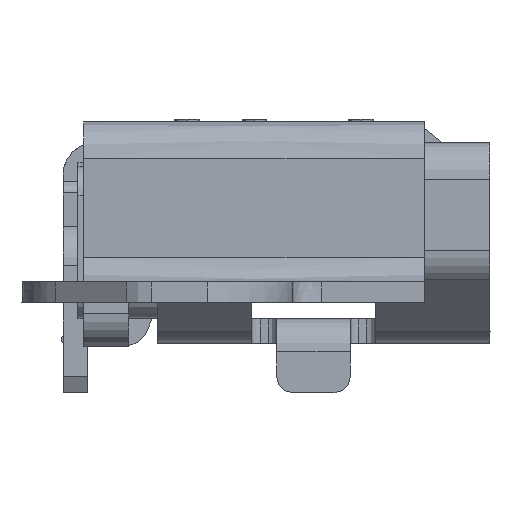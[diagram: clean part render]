
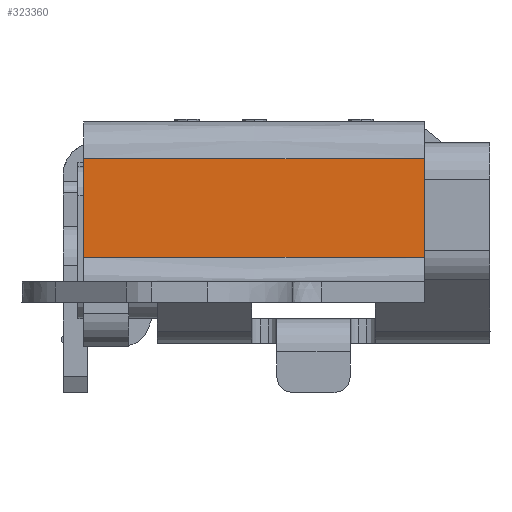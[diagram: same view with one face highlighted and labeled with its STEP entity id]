
A CAD part, left-side view. The second image highlights one B-rep face of the part: STEP entity #323360.
In plain terms, the highlighted planar face has unit normal (-1, 0, 0).
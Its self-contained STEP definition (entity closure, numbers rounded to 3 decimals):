
#321180=CARTESIAN_POINT('',(-4.05,-144.4,0.55))
;
#321190=VERTEX_POINT('',#321180);
#321220=CARTESIAN_POINT('',(-4.05,-144.4,15.495));
#321230=CARTESIAN_POINT('',(-4.05,-144.4,-13.295))
;
#321240=B_SPLINE_CURVE_WITH_KNOTS('',1,(#321220,#321230),.UNSPECIFIED.,
.F.,.F.,(2,2),(-14.395,14.395),.UNSPECIFIED.);
#321250=CARTESIAN_POINT('',(-4.05,-144.4,1.75));
#321260=VERTEX_POINT('',#321250);
#321270=EDGE_CURVE('',#321260,#321190,#321240,.T.);
#322930=CARTESIAN_POINT('',(-4.05,-142.508,
0.888));
#322940=DIRECTION('',(1.,0.,0.));
#322950=DIRECTION('',(0.,1.,0.));
#322960=AXIS2_PLACEMENT_3D('',#322930,#322940,#322950);
#322970=PLANE('',#322960);
#322980=CARTESIAN_POINT('',(-4.05,-135.579,
1.75));
#322990=CARTESIAN_POINT('',(-4.05,-136.986,
1.75));
#323000=CARTESIAN_POINT('',(-4.05,-138.393,
1.75));
#323010=CARTESIAN_POINT('',(-4.05,-140.642,
1.75));
#323020=CARTESIAN_POINT('',(-4.05,-141.483,
1.75));
#323030=CARTESIAN_POINT('',(-4.05,-143.167,
1.75));
#323040=CARTESIAN_POINT('',(-4.05,-144.008,
1.75));
#323050=CARTESIAN_POINT('',(-4.05,-146.257,
1.75));
#323060=CARTESIAN_POINT('',(-4.05,-147.664,
1.75));
#323070=CARTESIAN_POINT('',(-4.05,-149.071,
1.75));
#323080=(BOUNDED_CURVE() B_SPLINE_CURVE(3,(#322980,#322990,#323000,
#323010,#323020,#323030,#323040,#323050,#323060,#323070),.UNSPECIFIED.,
.F.,.F.) B_SPLINE_CURVE_WITH_KNOTS((4,2,2,2,4),(4.858,
9.078,11.603,14.128,18.349),
.UNSPECIFIED.) CURVE() GEOMETRIC_REPRESENTATION_ITEM() 
RATIONAL_B_SPLINE_CURVE((1.,1.,1.,1.,1.,1.,1.,1.,1.,1.)) 
REPRESENTATION_ITEM(''));
#323090=CARTESIAN_POINT('',(-4.05,-140.25,1.75))
;
#323100=VERTEX_POINT('',#323090);
#323110=EDGE_CURVE('',#323100,#321260,#323080,.T.);
#323120=ORIENTED_EDGE('',*,*,#323110,.F.);
#323130=ORIENTED_EDGE('',*,*,#321270,.F.);
#323140=CARTESIAN_POINT('',(-4.05,-135.747,
0.55));
#323150=CARTESIAN_POINT('',(-4.05,-137.148,
0.55));
#323160=CARTESIAN_POINT('',(-4.05,-138.549,
0.55));
#323170=CARTESIAN_POINT('',(-4.05,-140.742,
0.55));
#323180=CARTESIAN_POINT('',(-4.05,-141.533,
0.55));
#323190=CARTESIAN_POINT('',(-4.05,-143.117,
0.55));
#323200=CARTESIAN_POINT('',(-4.05,-143.908,
0.55));
#323210=CARTESIAN_POINT('',(-4.05,-146.101,
0.55));
#323220=CARTESIAN_POINT('',(-4.05,-147.502,
0.55));
#323230=CARTESIAN_POINT('',(-4.05,-148.903,
0.55));
#323240=(BOUNDED_CURVE() B_SPLINE_CURVE(3,(#323140,#323150,#323160,
#323170,#323180,#323190,#323200,#323210,#323220,#323230),.UNSPECIFIED.,
.F.,.F.) B_SPLINE_CURVE_WITH_KNOTS((4,2,2,2,4),(-1.095,
3.108,5.483,7.858,12.06),
.UNSPECIFIED.) CURVE() GEOMETRIC_REPRESENTATION_ITEM() 
RATIONAL_B_SPLINE_CURVE((1.,1.,1.,1.,1.,1.,1.,1.,1.,1.)) 
REPRESENTATION_ITEM(''));
#323250=CARTESIAN_POINT('',(-4.05,-140.25,0.55)
);
#323260=VERTEX_POINT('',#323250);
#323270=EDGE_CURVE('',#323260,#321190,#323240,.T.);
#323280=ORIENTED_EDGE('',*,*,#323270,.T.);
#323290=CARTESIAN_POINT('',(-4.05,-140.25,36.016))
;
#323300=CARTESIAN_POINT('',(-4.05,-140.25,-33.816)
);
#323310=B_SPLINE_CURVE_WITH_KNOTS('',1,(#323290,#323300),.UNSPECIFIED.,
.F.,.F.,(2,2),(-34.916,34.916),.UNSPECIFIED.);
#323320=EDGE_CURVE('',#323100,#323260,#323310,.T.);
#323330=ORIENTED_EDGE('',*,*,#323320,.T.);
#323340=EDGE_LOOP('',(#323330,#323280,#323130,#323120));
#323350=FACE_OUTER_BOUND('',#323340,.T.);
#323360=ADVANCED_FACE('',(#323350),#322970,.F.);
